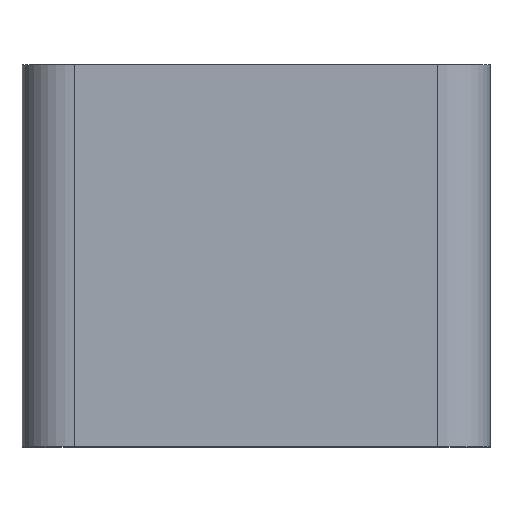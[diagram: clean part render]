
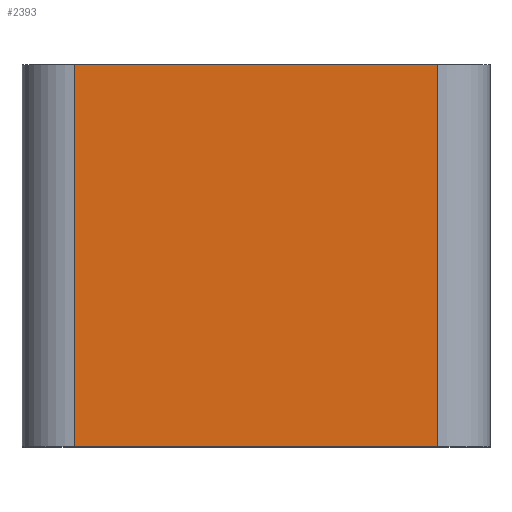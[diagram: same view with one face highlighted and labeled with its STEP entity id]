
A CAD part, top view. The second image highlights one B-rep face of the part: STEP entity #2393.
In plain terms, the highlighted planar face has unit normal (0, 0, 1).
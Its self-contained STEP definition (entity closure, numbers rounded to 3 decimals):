
#1280 = PLANE('',#1281);
#1281 = AXIS2_PLACEMENT_3D('',#1282,#1283,#1284);
#1282 = CARTESIAN_POINT('',(0.,0.,
    1.605));
#1283 = DIRECTION('',(0.,1.,0.));
#1284 = DIRECTION('',(0.,0.,1.));
#2150 = EDGE_CURVE('',#2151,#2153,#2155,.T.);
#2151 = VERTEX_POINT('',#2152);
#2152 = CARTESIAN_POINT('',(-3.47,0.,3.21));
#2153 = VERTEX_POINT('',#2154);
#2154 = CARTESIAN_POINT('',(3.47,0.,3.21));
#2155 = SURFACE_CURVE('',#2156,(#2160,#2167),.PCURVE_S1.);
#2156 = LINE('',#2157,#2158);
#2157 = CARTESIAN_POINT('',(-4.47,0.,3.21));
#2158 = VECTOR('',#2159,1.);
#2159 = DIRECTION('',(1.,0.,0.));
#2160 = PCURVE('',#1280,#2161);
#2161 = DEFINITIONAL_REPRESENTATION('',(#2162),#2166);
#2162 = LINE('',#2163,#2164);
#2163 = CARTESIAN_POINT('',(1.605,-4.47));
#2164 = VECTOR('',#2165,1.);
#2165 = DIRECTION('',(0.,1.));
#2166 = ( GEOMETRIC_REPRESENTATION_CONTEXT(2) 
PARAMETRIC_REPRESENTATION_CONTEXT() REPRESENTATION_CONTEXT('2D SPACE',''
  ) );
#2167 = PCURVE('',#2168,#2173);
#2168 = PLANE('',#2169);
#2169 = AXIS2_PLACEMENT_3D('',#2170,#2171,#2172);
#2170 = CARTESIAN_POINT('',(-4.47,0.,3.21));
#2171 = DIRECTION('',(0.,0.,1.));
#2172 = DIRECTION('',(1.,0.,0.));
#2173 = DEFINITIONAL_REPRESENTATION('',(#2174),#2178);
#2174 = LINE('',#2175,#2176);
#2175 = CARTESIAN_POINT('',(0.,0.));
#2176 = VECTOR('',#2177,1.);
#2177 = DIRECTION('',(1.,0.));
#2178 = ( GEOMETRIC_REPRESENTATION_CONTEXT(2) 
PARAMETRIC_REPRESENTATION_CONTEXT() REPRESENTATION_CONTEXT('2D SPACE',''
  ) );
#2197 = CYLINDRICAL_SURFACE('',#2198,1.);
#2198 = AXIS2_PLACEMENT_3D('',#2199,#2200,#2201);
#2199 = CARTESIAN_POINT('',(3.47,0.,2.21));
#2200 = DIRECTION('',(0.,-1.,0.));
#2201 = DIRECTION('',(0.,0.,1.));
#2370 = CYLINDRICAL_SURFACE('',#2371,1.);
#2371 = AXIS2_PLACEMENT_3D('',#2372,#2373,#2374);
#2372 = CARTESIAN_POINT('',(-3.47,0.,2.21));
#2373 = DIRECTION('',(0.,-1.,0.));
#2374 = DIRECTION('',(0.,0.,1.));
#2393 = ADVANCED_FACE('',(#2394),#2168,.T.);
#2394 = FACE_BOUND('',#2395,.T.);
#2395 = EDGE_LOOP('',(#2396,#2397,#2420,#2448));
#2396 = ORIENTED_EDGE('',*,*,#2150,.F.);
#2397 = ORIENTED_EDGE('',*,*,#2398,.T.);
#2398 = EDGE_CURVE('',#2151,#2399,#2401,.T.);
#2399 = VERTEX_POINT('',#2400);
#2400 = CARTESIAN_POINT('',(-3.47,-7.3,3.21));
#2401 = SURFACE_CURVE('',#2402,(#2406,#2413),.PCURVE_S1.);
#2402 = LINE('',#2403,#2404);
#2403 = CARTESIAN_POINT('',(-3.47,0.,3.21));
#2404 = VECTOR('',#2405,1.);
#2405 = DIRECTION('',(0.,-1.,0.));
#2406 = PCURVE('',#2168,#2407);
#2407 = DEFINITIONAL_REPRESENTATION('',(#2408),#2412);
#2408 = LINE('',#2409,#2410);
#2409 = CARTESIAN_POINT('',(1.,0.));
#2410 = VECTOR('',#2411,1.);
#2411 = DIRECTION('',(0.,-1.));
#2412 = ( GEOMETRIC_REPRESENTATION_CONTEXT(2) 
PARAMETRIC_REPRESENTATION_CONTEXT() REPRESENTATION_CONTEXT('2D SPACE',''
  ) );
#2413 = PCURVE('',#2370,#2414);
#2414 = DEFINITIONAL_REPRESENTATION('',(#2415),#2419);
#2415 = LINE('',#2416,#2417);
#2416 = CARTESIAN_POINT('',(0.,0.));
#2417 = VECTOR('',#2418,1.);
#2418 = DIRECTION('',(0.,1.));
#2419 = ( GEOMETRIC_REPRESENTATION_CONTEXT(2) 
PARAMETRIC_REPRESENTATION_CONTEXT() REPRESENTATION_CONTEXT('2D SPACE',''
  ) );
#2420 = ORIENTED_EDGE('',*,*,#2421,.T.);
#2421 = EDGE_CURVE('',#2399,#2422,#2424,.T.);
#2422 = VERTEX_POINT('',#2423);
#2423 = CARTESIAN_POINT('',(3.47,-7.3,3.21));
#2424 = SURFACE_CURVE('',#2425,(#2429,#2436),.PCURVE_S1.);
#2425 = LINE('',#2426,#2427);
#2426 = CARTESIAN_POINT('',(-4.47,-7.3,3.21));
#2427 = VECTOR('',#2428,1.);
#2428 = DIRECTION('',(1.,0.,0.));
#2429 = PCURVE('',#2168,#2430);
#2430 = DEFINITIONAL_REPRESENTATION('',(#2431),#2435);
#2431 = LINE('',#2432,#2433);
#2432 = CARTESIAN_POINT('',(0.,-7.3));
#2433 = VECTOR('',#2434,1.);
#2434 = DIRECTION('',(1.,0.));
#2435 = ( GEOMETRIC_REPRESENTATION_CONTEXT(2) 
PARAMETRIC_REPRESENTATION_CONTEXT() REPRESENTATION_CONTEXT('2D SPACE',''
  ) );
#2436 = PCURVE('',#2437,#2442);
#2437 = PLANE('',#2438);
#2438 = AXIS2_PLACEMENT_3D('',#2439,#2440,#2441);
#2439 = CARTESIAN_POINT('',(0.,-7.3,1.605));
#2440 = DIRECTION('',(0.,1.,0.));
#2441 = DIRECTION('',(0.,0.,1.));
#2442 = DEFINITIONAL_REPRESENTATION('',(#2443),#2447);
#2443 = LINE('',#2444,#2445);
#2444 = CARTESIAN_POINT('',(1.605,-4.47));
#2445 = VECTOR('',#2446,1.);
#2446 = DIRECTION('',(0.,1.));
#2447 = ( GEOMETRIC_REPRESENTATION_CONTEXT(2) 
PARAMETRIC_REPRESENTATION_CONTEXT() REPRESENTATION_CONTEXT('2D SPACE',''
  ) );
#2448 = ORIENTED_EDGE('',*,*,#2449,.F.);
#2449 = EDGE_CURVE('',#2153,#2422,#2450,.T.);
#2450 = SURFACE_CURVE('',#2451,(#2455,#2462),.PCURVE_S1.);
#2451 = LINE('',#2452,#2453);
#2452 = CARTESIAN_POINT('',(3.47,0.,3.21));
#2453 = VECTOR('',#2454,1.);
#2454 = DIRECTION('',(0.,-1.,0.));
#2455 = PCURVE('',#2168,#2456);
#2456 = DEFINITIONAL_REPRESENTATION('',(#2457),#2461);
#2457 = LINE('',#2458,#2459);
#2458 = CARTESIAN_POINT('',(7.94,0.));
#2459 = VECTOR('',#2460,1.);
#2460 = DIRECTION('',(0.,-1.));
#2461 = ( GEOMETRIC_REPRESENTATION_CONTEXT(2) 
PARAMETRIC_REPRESENTATION_CONTEXT() REPRESENTATION_CONTEXT('2D SPACE',''
  ) );
#2462 = PCURVE('',#2197,#2463);
#2463 = DEFINITIONAL_REPRESENTATION('',(#2464),#2468);
#2464 = LINE('',#2465,#2466);
#2465 = CARTESIAN_POINT('',(0.,0.));
#2466 = VECTOR('',#2467,1.);
#2467 = DIRECTION('',(0.,1.));
#2468 = ( GEOMETRIC_REPRESENTATION_CONTEXT(2) 
PARAMETRIC_REPRESENTATION_CONTEXT() REPRESENTATION_CONTEXT('2D SPACE',''
  ) );
